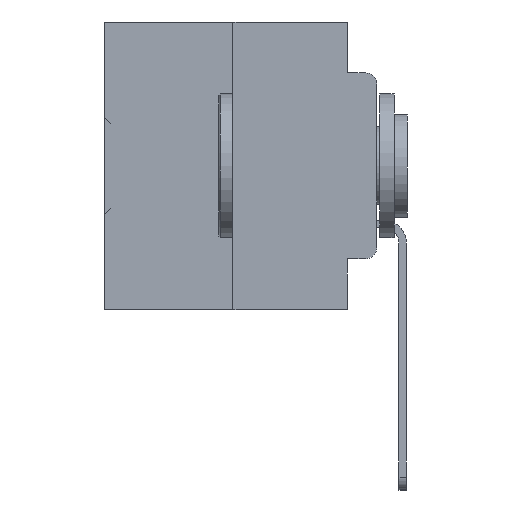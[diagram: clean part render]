
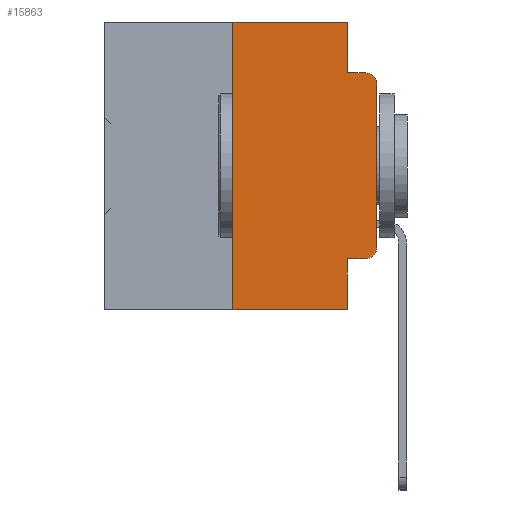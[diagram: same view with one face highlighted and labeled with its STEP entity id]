
A CAD part, left-side view. The second image highlights one B-rep face of the part: STEP entity #15863.
In plain terms, the highlighted planar face has unit normal (-1, 0, 0).
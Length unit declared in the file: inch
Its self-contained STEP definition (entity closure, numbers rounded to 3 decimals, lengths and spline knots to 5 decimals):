
#287 = CARTESIAN_POINT ( 'NONE',  ( 0., 0., -0.1085 ) ) ;
#436 = LINE ( 'NONE', #36832, #24767 ) ;
#898 = VECTOR ( 'NONE', #39180, 39.37008 ) ;
#1335 = DIRECTION ( 'NONE',  ( 0., -1., 0. ) ) ;
#2102 = EDGE_CURVE ( 'NONE', #11222, #27683, #18141, .T. ) ;
#2168 = CARTESIAN_POINT ( 'NONE',  ( 0., 0.25, 0. ) ) ;
#3449 = CIRCLE ( 'NONE', #17160, 0.02 ) ;
#4228 = DIRECTION ( 'NONE',  ( 0., -1., 0. ) ) ;
#5200 = LINE ( 'NONE', #11482, #21351 ) ;
#5342 = CARTESIAN_POINT ( 'NONE',  ( 0., 0.25, -0.5 ) ) ;
#6461 = VERTEX_POINT ( 'NONE', #287 ) ;
#6471 = VERTEX_POINT ( 'NONE', #36605 ) ;
#6535 = DIRECTION ( 'NONE',  ( 0., 0., 1. ) ) ;
#6657 = FACE_OUTER_BOUND ( 'NONE', #28592, .T. ) ;
#8286 = AXIS2_PLACEMENT_3D ( 'NONE', #32686, #14675, #35686 ) ;
#8491 = CARTESIAN_POINT ( 'NONE',  ( 0., 0.051, 0. ) ) ;
#8954 = LINE ( 'NONE', #28560, #16105 ) ;
#9913 = LINE ( 'NONE', #16897, #16083 ) ;
#10478 = CARTESIAN_POINT ( 'NONE',  ( 0., 0.02, -0.1085 ) ) ;
#10983 = VECTOR ( 'NONE', #35391, 39.37008 ) ;
#11222 = VERTEX_POINT ( 'NONE', #8491 ) ;
#11482 = CARTESIAN_POINT ( 'NONE',  ( 0., 0.473, -0.5 ) ) ;
#11555 = EDGE_CURVE ( 'NONE', #29852, #11222, #22962, .T. ) ;
#11933 = LINE ( 'NONE', #17420, #10983 ) ;
#13136 = VERTEX_POINT ( 'NONE', #5342 ) ;
#13518 = DIRECTION ( 'NONE',  ( 0., 0., -1. ) ) ;
#14113 = DIRECTION ( 'NONE',  ( 1., 0., 0. ) ) ;
#14259 = AXIS2_PLACEMENT_3D ( 'NONE', #32122, #14113, #35123 ) ;
#14675 = DIRECTION ( 'NONE',  ( -1., 0., 0. ) ) ;
#14934 = VECTOR ( 'NONE', #4228, 39.37008 ) ;
#15034 = VERTEX_POINT ( 'NONE', #15897 ) ;
#15693 = CARTESIAN_POINT ( 'NONE',  ( 0., 0.051, -0.0885 ) ) ;
#15748 = VECTOR ( 'NONE', #37737, 39.37008 ) ;
#15863 = ADVANCED_FACE ( 'NONE', ( #6657 ), #26125, .F. ) ;
#15897 = CARTESIAN_POINT ( 'NONE',  ( 0., 0.051, -0.4115 ) ) ;
#16070 = CARTESIAN_POINT ( 'NONE',  ( 0., 0.473, 0. ) ) ;
#16083 = VECTOR ( 'NONE', #37867, 39.37008 ) ;
#16105 = VECTOR ( 'NONE', #1335, 39.37008 ) ;
#16422 = EDGE_CURVE ( 'NONE', #27683, #22530, #8954, .T. ) ;
#16897 = CARTESIAN_POINT ( 'NONE',  ( 0., 0.051, -0.4115 ) ) ;
#17160 = AXIS2_PLACEMENT_3D ( 'NONE', #10478, #31549, #13518 ) ;
#17420 = CARTESIAN_POINT ( 'NONE',  ( 0., 0.051, 0. ) ) ;
#18063 = ORIENTED_EDGE ( 'NONE', *, *, #23227, .T. ) ;
#18141 = LINE ( 'NONE', #33191, #898 ) ;
#18302 = CARTESIAN_POINT ( 'NONE',  ( 0., 0., -0.3915 ) ) ;
#19086 = VERTEX_POINT ( 'NONE', #33220 ) ;
#19486 = ORIENTED_EDGE ( 'NONE', *, *, #27296, .T. ) ;
#19860 = ORIENTED_EDGE ( 'NONE', *, *, #29263, .F. ) ;
#20475 = EDGE_CURVE ( 'NONE', #6461, #22530, #3449, .T. ) ;
#20604 = CIRCLE ( 'NONE', #8286, 0.02 ) ;
#20858 = ORIENTED_EDGE ( 'NONE', *, *, #36701, .T. ) ;
#21025 = ORIENTED_EDGE ( 'NONE', *, *, #35283, .F. ) ;
#21294 = ORIENTED_EDGE ( 'NONE', *, *, #11555, .F. ) ;
#21351 = VECTOR ( 'NONE', #32550, 39.37008 ) ;
#22530 = VERTEX_POINT ( 'NONE', #38225 ) ;
#22681 = CARTESIAN_POINT ( 'NONE',  ( 0., 0.25, 0. ) ) ;
#22706 = ORIENTED_EDGE ( 'NONE', *, *, #2102, .F. ) ;
#22962 = LINE ( 'NONE', #16070, #14934 ) ;
#23227 = EDGE_CURVE ( 'NONE', #19086, #33852, #20604, .T. ) ;
#23611 = ORIENTED_EDGE ( 'NONE', *, *, #16422, .F. ) ;
#23869 = ORIENTED_EDGE ( 'NONE', *, *, #20475, .T. ) ;
#24209 = EDGE_CURVE ( 'NONE', #33852, #6461, #436, .T. ) ;
#24696 = LINE ( 'NONE', #22681, #15748 ) ;
#24767 = VECTOR ( 'NONE', #6535, 39.37008 ) ;
#25091 = ORIENTED_EDGE ( 'NONE', *, *, #24209, .T. ) ;
#26125 = PLANE ( 'NONE',  #14259 ) ;
#27296 = EDGE_CURVE ( 'NONE', #15034, #19086, #9913, .T. ) ;
#27683 = VERTEX_POINT ( 'NONE', #15693 ) ;
#28560 = CARTESIAN_POINT ( 'NONE',  ( 0., 0.051, -0.0885 ) ) ;
#28592 = EDGE_LOOP ( 'NONE', ( #25091, #23869, #23611, #22706, #21294, #21025, #20858, #19860, #19486, #18063 ) ) ;
#29263 = EDGE_CURVE ( 'NONE', #15034, #6471, #11933, .T. ) ;
#29852 = VERTEX_POINT ( 'NONE', #2168 ) ;
#31549 = DIRECTION ( 'NONE',  ( -1., 0., 0. ) ) ;
#32122 = CARTESIAN_POINT ( 'NONE',  ( 0., 0.473, 0. ) ) ;
#32550 = DIRECTION ( 'NONE',  ( 0., -1., 0. ) ) ;
#32686 = CARTESIAN_POINT ( 'NONE',  ( 0., 0.02, -0.3915 ) ) ;
#33191 = CARTESIAN_POINT ( 'NONE',  ( 0., 0.051, 0. ) ) ;
#33220 = CARTESIAN_POINT ( 'NONE',  ( 0., 0.02, -0.4115 ) ) ;
#33852 = VERTEX_POINT ( 'NONE', #18302 ) ;
#35123 = DIRECTION ( 'NONE',  ( 0., 0., -1. ) ) ;
#35283 = EDGE_CURVE ( 'NONE', #13136, #29852, #24696, .T. ) ;
#35391 = DIRECTION ( 'NONE',  ( 0., 0., -1. ) ) ;
#35686 = DIRECTION ( 'NONE',  ( 0., 0., -1. ) ) ;
#36605 = CARTESIAN_POINT ( 'NONE',  ( 0., 0.051, -0.5 ) ) ;
#36701 = EDGE_CURVE ( 'NONE', #13136, #6471, #5200, .T. ) ;
#36832 = CARTESIAN_POINT ( 'NONE',  ( 0., 0., 0. ) ) ;
#37737 = DIRECTION ( 'NONE',  ( 0., 0., 1. ) ) ;
#37867 = DIRECTION ( 'NONE',  ( 0., -1., 0. ) ) ;
#38225 = CARTESIAN_POINT ( 'NONE',  ( 0., 0.02, -0.0885 ) ) ;
#39180 = DIRECTION ( 'NONE',  ( 0., 0., -1. ) ) ;
